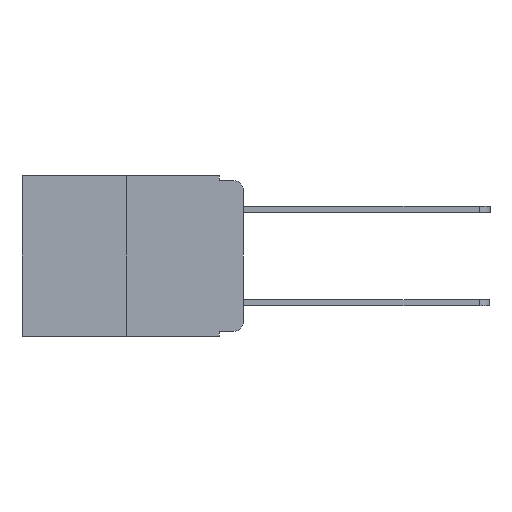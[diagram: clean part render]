
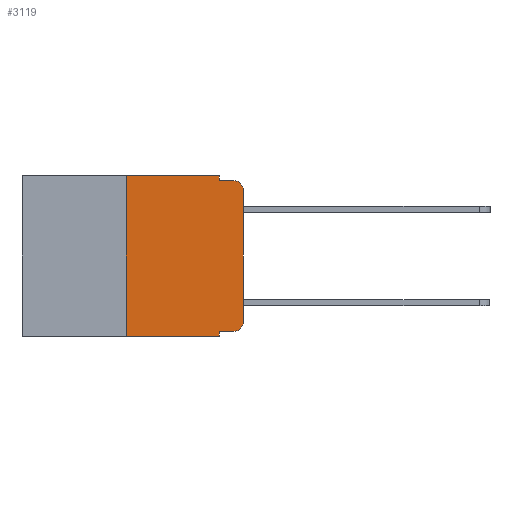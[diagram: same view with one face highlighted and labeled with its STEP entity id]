
A CAD part, left-side view. The second image highlights one B-rep face of the part: STEP entity #3119.
In plain terms, the highlighted planar face has unit normal (-1, 0, 0).
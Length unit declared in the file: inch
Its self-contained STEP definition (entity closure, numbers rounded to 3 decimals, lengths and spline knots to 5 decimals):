
#146 = CARTESIAN_POINT ( 'NONE',  ( 0., 0., 0. ) ) ;
#181 = CARTESIAN_POINT ( 'NONE',  ( 0., 0.02, -0.313 ) ) ;
#245 = CARTESIAN_POINT ( 'NONE',  ( 0., 0.02, -0.333 ) ) ;
#264 = CARTESIAN_POINT ( 'NONE',  ( 0., 0.473, 0. ) ) ;
#467 = ORIENTED_EDGE ( 'NONE', *, *, #653, .F. ) ;
#650 = CIRCLE ( 'NONE', #4532, 0.02 ) ;
#653 = EDGE_CURVE ( 'NONE', #4709, #4822, #9379, .T. ) ;
#985 = EDGE_CURVE ( 'NONE', #5985, #8245, #2093, .T. ) ;
#1103 = DIRECTION ( 'NONE',  ( 0., -1., 0. ) ) ;
#1426 = FACE_OUTER_BOUND ( 'NONE', #3984, .T. ) ;
#1487 = DIRECTION ( 'NONE',  ( -1., 0., 0. ) ) ;
#1500 = DIRECTION ( 'NONE',  ( 0., 0., -1. ) ) ;
#1555 = DIRECTION ( 'NONE',  ( 1., 0., 0. ) ) ;
#1644 = LINE ( 'NONE', #8054, #9065 ) ;
#1750 = LINE ( 'NONE', #3461, #5629 ) ;
#1847 = ORIENTED_EDGE ( 'NONE', *, *, #2464, .F. ) ;
#2022 = CARTESIAN_POINT ( 'NONE',  ( 0., 0.02, -0.01 ) ) ;
#2093 = LINE ( 'NONE', #6441, #5933 ) ;
#2112 = ORIENTED_EDGE ( 'NONE', *, *, #6221, .F. ) ;
#2312 = VECTOR ( 'NONE', #8408, 39.37008 ) ;
#2359 = ORIENTED_EDGE ( 'NONE', *, *, #2856, .T. ) ;
#2464 = EDGE_CURVE ( 'NONE', #8245, #3691, #5676, .T. ) ;
#2619 = DIRECTION ( 'NONE',  ( 0., 0., 1. ) ) ;
#2624 = VERTEX_POINT ( 'NONE', #7535 ) ;
#2630 = ORIENTED_EDGE ( 'NONE', *, *, #4586, .T. ) ;
#2856 = EDGE_CURVE ( 'NONE', #8676, #4822, #4668, .T. ) ;
#2941 = PLANE ( 'NONE',  #7243 ) ;
#3119 = ADVANCED_FACE ( 'NONE', ( #1426 ), #2941, .F. ) ;
#3461 = CARTESIAN_POINT ( 'NONE',  ( 0., 0.051, -0.333 ) ) ;
#3518 = DIRECTION ( 'NONE',  ( 0., 0., -1. ) ) ;
#3691 = VERTEX_POINT ( 'NONE', #2022 ) ;
#3896 = EDGE_CURVE ( 'NONE', #8676, #2624, #1644, .T. ) ;
#3936 = VERTEX_POINT ( 'NONE', #245 ) ;
#3984 = EDGE_LOOP ( 'NONE', ( #7389, #7586, #1847, #9408, #2112, #7988, #2359, #467, #2630, #4928 ) ) ;
#4105 = DIRECTION ( 'NONE',  ( 0., -1., 0. ) ) ;
#4316 = DIRECTION ( 'NONE',  ( 0., 0., -1. ) ) ;
#4532 = AXIS2_PLACEMENT_3D ( 'NONE', #6097, #1487, #6795 ) ;
#4535 = CARTESIAN_POINT ( 'NONE',  ( 0., 0.473, 0. ) ) ;
#4540 = VERTEX_POINT ( 'NONE', #8725 ) ;
#4586 = EDGE_CURVE ( 'NONE', #4709, #3936, #1750, .T. ) ;
#4597 = DIRECTION ( 'NONE',  ( -1., 0., 0. ) ) ;
#4668 = LINE ( 'NONE', #8416, #2312 ) ;
#4709 = VERTEX_POINT ( 'NONE', #7009 ) ;
#4822 = VERTEX_POINT ( 'NONE', #8314 ) ;
#4928 = ORIENTED_EDGE ( 'NONE', *, *, #5185, .T. ) ;
#5093 = VERTEX_POINT ( 'NONE', #6974 ) ;
#5185 = EDGE_CURVE ( 'NONE', #3936, #5093, #5288, .T. ) ;
#5288 = CIRCLE ( 'NONE', #9264, 0.02 ) ;
#5629 = VECTOR ( 'NONE', #4105, 39.37008 ) ;
#5676 = LINE ( 'NONE', #8070, #7123 ) ;
#5933 = VECTOR ( 'NONE', #3518, 39.37008 ) ;
#5985 = VERTEX_POINT ( 'NONE', #8845 ) ;
#6096 = LINE ( 'NONE', #146, #7711 ) ;
#6097 = CARTESIAN_POINT ( 'NONE',  ( 0., 0.02, -0.03 ) ) ;
#6221 = EDGE_CURVE ( 'NONE', #2624, #5985, #8937, .T. ) ;
#6441 = CARTESIAN_POINT ( 'NONE',  ( 0., 0.051, 0. ) ) ;
#6701 = CARTESIAN_POINT ( 'NONE',  ( 0., 0.051, -0.01 ) ) ;
#6795 = DIRECTION ( 'NONE',  ( 0., 0., -1. ) ) ;
#6974 = CARTESIAN_POINT ( 'NONE',  ( 0., 0., -0.313 ) ) ;
#7009 = CARTESIAN_POINT ( 'NONE',  ( 0., 0.051, -0.333 ) ) ;
#7123 = VECTOR ( 'NONE', #8057, 39.37008 ) ;
#7243 = AXIS2_PLACEMENT_3D ( 'NONE', #4535, #1555, #8592 ) ;
#7389 = ORIENTED_EDGE ( 'NONE', *, *, #8444, .T. ) ;
#7535 = CARTESIAN_POINT ( 'NONE',  ( 0., 0.25, 0. ) ) ;
#7586 = ORIENTED_EDGE ( 'NONE', *, *, #9104, .T. ) ;
#7711 = VECTOR ( 'NONE', #2619, 39.37008 ) ;
#7988 = ORIENTED_EDGE ( 'NONE', *, *, #3896, .F. ) ;
#8054 = CARTESIAN_POINT ( 'NONE',  ( 0., 0.25, 0. ) ) ;
#8057 = DIRECTION ( 'NONE',  ( 0., -1., 0. ) ) ;
#8070 = CARTESIAN_POINT ( 'NONE',  ( 0., 0.051, -0.01 ) ) ;
#8155 = VECTOR ( 'NONE', #1500, 39.37008 ) ;
#8245 = VERTEX_POINT ( 'NONE', #6701 ) ;
#8314 = CARTESIAN_POINT ( 'NONE',  ( 0., 0.051, -0.343 ) ) ;
#8408 = DIRECTION ( 'NONE',  ( 0., -1., 0. ) ) ;
#8416 = CARTESIAN_POINT ( 'NONE',  ( 0., 0.473, -0.343 ) ) ;
#8444 = EDGE_CURVE ( 'NONE', #5093, #4540, #6096, .T. ) ;
#8533 = CARTESIAN_POINT ( 'NONE',  ( 0., 0.25, -0.343 ) ) ;
#8564 = DIRECTION ( 'NONE',  ( 0., 0., 1. ) ) ;
#8566 = CARTESIAN_POINT ( 'NONE',  ( 0., 0.051, 0. ) ) ;
#8592 = DIRECTION ( 'NONE',  ( 0., 0., -1. ) ) ;
#8676 = VERTEX_POINT ( 'NONE', #8533 ) ;
#8725 = CARTESIAN_POINT ( 'NONE',  ( 0., 0., -0.03 ) ) ;
#8845 = CARTESIAN_POINT ( 'NONE',  ( 0., 0.051, 0. ) ) ;
#8937 = LINE ( 'NONE', #264, #9117 ) ;
#9065 = VECTOR ( 'NONE', #8564, 39.37008 ) ;
#9104 = EDGE_CURVE ( 'NONE', #4540, #3691, #650, .T. ) ;
#9117 = VECTOR ( 'NONE', #1103, 39.37008 ) ;
#9264 = AXIS2_PLACEMENT_3D ( 'NONE', #181, #4597, #4316 ) ;
#9379 = LINE ( 'NONE', #8566, #8155 ) ;
#9408 = ORIENTED_EDGE ( 'NONE', *, *, #985, .F. ) ;
